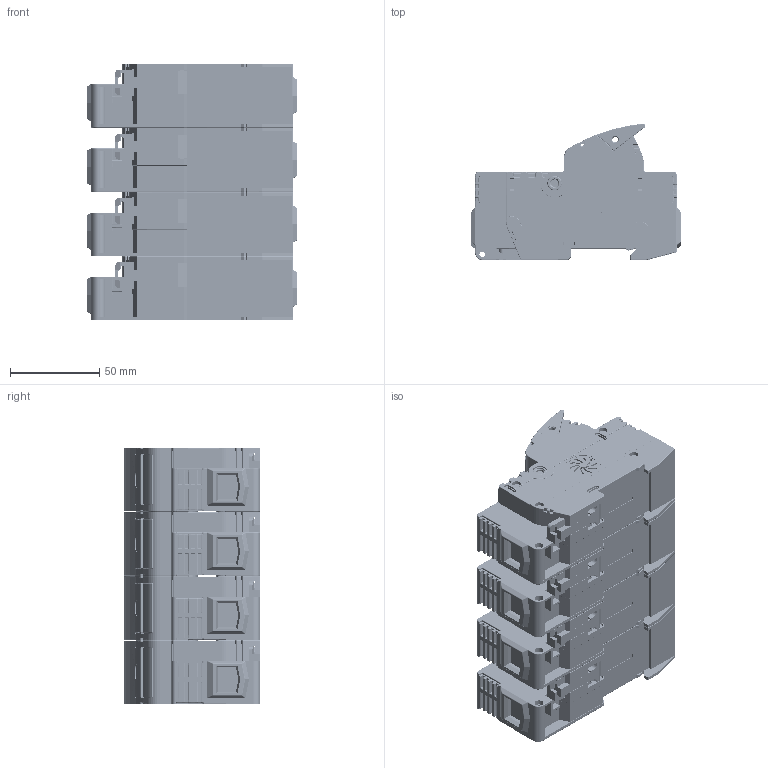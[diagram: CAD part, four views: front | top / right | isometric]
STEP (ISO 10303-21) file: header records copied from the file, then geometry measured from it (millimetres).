
FILE_DESCRIPTION (( 'STEP AP214' ), '1' );
FILE_NAME ('3d_4P_PR125.STEP', '2025-01-22T06:52:10', ( '' ), ( '' ), 'SwSTEP 2.0', 'SolidWorks 2022', '' );
FILE_SCHEMA (( 'AUTOMOTIVE_DESIGN' ));
Length unit declared in the file: millimetre
Products named in the file (1): 3d_4P_PR125
Bounding box: 118 x 76.37 x 144 mm (x, y, z)
Volume: 810153.8 mm3; surface area: 138954.7 mm2
Topology: 4 solids, 48 shells, 6628 faces, 16984 edges, 10056 vertices
Faces by surface type: cylinder 2796, plane 2468, sphere 692, torus 472, bspline 152, cone 48
Entity records: 209969 total; most frequent: CARTESIAN_POINT 50449, DIRECTION 34822, ORIENTED_EDGE 32904, EDGE_CURVE 16452, AXIS2_PLACEMENT_3D 12921, VERTEX_POINT 10056, VECTOR 8980, LINE 8980
